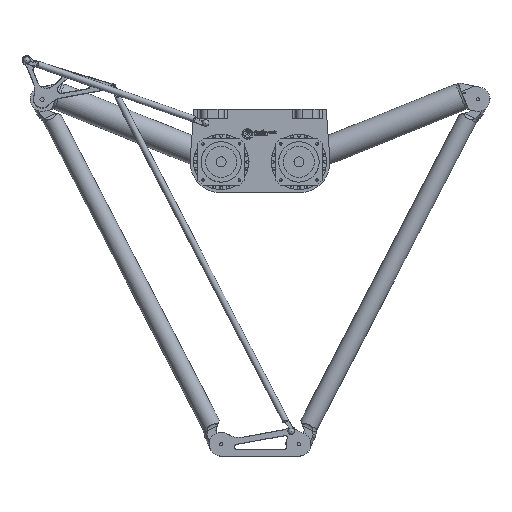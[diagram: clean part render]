
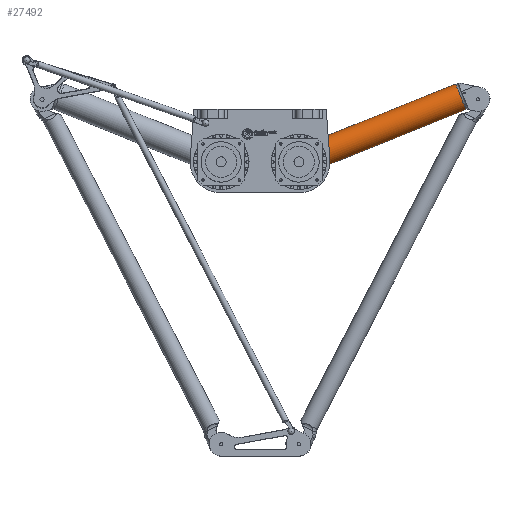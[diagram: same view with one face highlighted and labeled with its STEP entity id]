
A CAD part, left-side view. The second image highlights one B-rep face of the part: STEP entity #27492.
In plain terms, the highlighted cylindrical face has radius 44 mm (diameter 88 mm), a full revolution.
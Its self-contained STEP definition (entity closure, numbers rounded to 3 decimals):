
#5339=CYLINDRICAL_SURFACE('',#30446,44.);
#6135=FACE_BOUND('',#9812,.T.);
#7459=FACE_OUTER_BOUND('',#9811,.T.);
#9811=EDGE_LOOP('',(#22656));
#9812=EDGE_LOOP('',(#22657));
#11557=CIRCLE('',#30429,44.);
#11567=CIRCLE('',#30447,44.);
#13701=VERTEX_POINT('',#49601);
#13710=VERTEX_POINT('',#49628);
#16818=EDGE_CURVE('',#13701,#13701,#11557,.T.);
#16828=EDGE_CURVE('',#13710,#13710,#11567,.T.);
#22656=ORIENTED_EDGE('',*,*,#16818,.F.);
#22657=ORIENTED_EDGE('',*,*,#16828,.T.);
#27492=ADVANCED_FACE('',(#7459,#6135),#5339,.T.);
#30429=AXIS2_PLACEMENT_3D('',#49602,#37073,#37074);
#30446=AXIS2_PLACEMENT_3D('',#49627,#37107,#37108);
#30447=AXIS2_PLACEMENT_3D('',#49629,#37109,#37110);
#37073=DIRECTION('center_axis',(0.,1.,0.));
#37074=DIRECTION('ref_axis',(0.,0.,1.));
#37107=DIRECTION('center_axis',(0.,1.,0.));
#37108=DIRECTION('ref_axis',(0.,0.,1.));
#37109=DIRECTION('center_axis',(0.,1.,0.));
#37110=DIRECTION('ref_axis',(0.,0.,1.));
#49601=CARTESIAN_POINT('',(-43.,559.357,-9.327));
#49602=CARTESIAN_POINT('Origin',(0.,559.357,0.));
#49627=CARTESIAN_POINT('Origin',(0.,90.,0.));
#49628=CARTESIAN_POINT('',(0.,88.,44.));
#49629=CARTESIAN_POINT('Origin',(0.,88.,0.));
